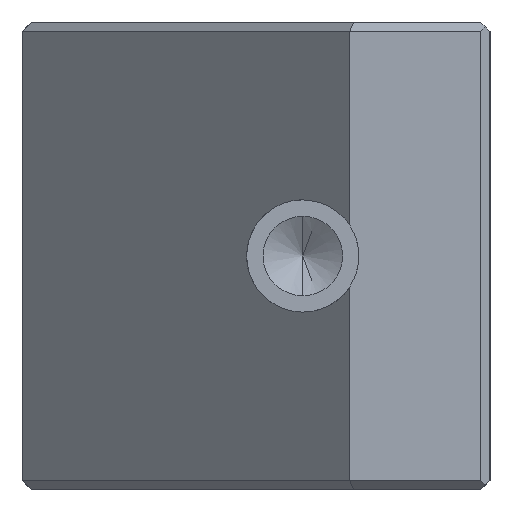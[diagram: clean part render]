
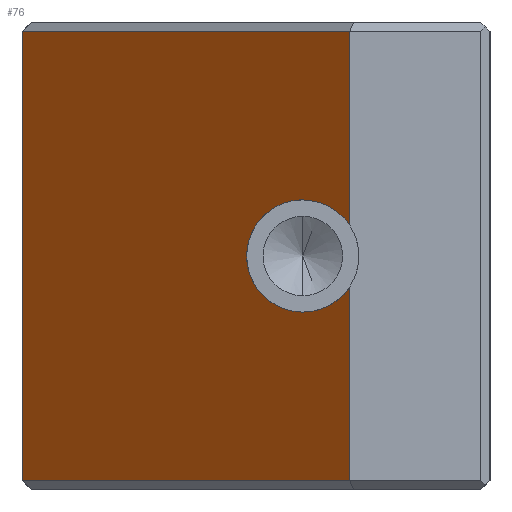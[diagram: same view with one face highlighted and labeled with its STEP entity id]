
A CAD part, left-side view. The second image highlights one B-rep face of the part: STEP entity #76.
In plain terms, the highlighted planar face has unit normal (-0.707, 0.707, 0).
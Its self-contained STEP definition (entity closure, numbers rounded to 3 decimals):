
#6 = CARTESIAN_POINT ( 'NONE',  ( -72.5, -10., -25. ) ) ;
#13 = DIRECTION ( 'NONE',  ( -0.707, -0.707, 0. ) ) ;
#30 = LINE ( 'NONE', #531, #247 ) ;
#32 = CARTESIAN_POINT ( 'NONE',  ( -72.5, -10., -3.317 ) ) ;
#56 = VECTOR ( 'NONE', #13, 1000. ) ;
#60 = VERTEX_POINT ( 'NONE', #315 ) ;
#76 = ADVANCED_FACE ( 'NONE', ( #373 ), #249, .F. ) ;
#82 = LINE ( 'NONE', #196, #56 ) ;
#88 = CARTESIAN_POINT ( 'NONE',  ( -37.5, 25., 24. ) ) ;
#94 = VERTEX_POINT ( 'NONE', #573 ) ;
#105 = EDGE_CURVE ( 'NONE', #60, #94, #715, .T. ) ;
#156 = CARTESIAN_POINT ( 'NONE',  ( -67.5, -5., 6. ) ) ;
#161 = EDGE_CURVE ( 'NONE', #629, #688, #82, .T. ) ;
#175 =( BOUNDED_CURVE ( )  B_SPLINE_CURVE ( 3, ( #474, #278, #787, #533 ),
 .UNSPECIFIED., .F., .T. ) 
 B_SPLINE_CURVE_WITH_KNOTS ( ( 4, 4 ),
 ( 0.586, 1.571 ),
 .UNSPECIFIED. ) 
 CURVE ( )  GEOMETRIC_REPRESENTATION_ITEM ( )  RATIONAL_B_SPLINE_CURVE ( ( 1., 0.921, 0.921, 1. ) ) 
 REPRESENTATION_ITEM ( '' )  );
#176 = CARTESIAN_POINT ( 'NONE',  ( -72.5, -10., -25. ) ) ;
#182 = AXIS2_PLACEMENT_3D ( 'NONE', #176, #557, #811 ) ;
#183 = VECTOR ( 'NONE', #747, 1000. ) ;
#196 = CARTESIAN_POINT ( 'NONE',  ( -72.5, -10., -24. ) ) ;
#218 = DIRECTION ( 'NONE',  ( 0., 0., 1. ) ) ;
#221 = ORIENTED_EDGE ( 'NONE', *, *, #420, .T. ) ;
#229 = CARTESIAN_POINT ( 'NONE',  ( -37.5, 25., -24. ) ) ;
#233 = CARTESIAN_POINT ( 'NONE',  ( -72.5, -10., 3.317 ) ) ;
#238 = DIRECTION ( 'NONE',  ( 0., 0., 1. ) ) ;
#240 = CARTESIAN_POINT ( 'NONE',  ( -72.5, -10., -24. ) ) ;
#242 = VERTEX_POINT ( 'NONE', #324 ) ;
#247 = VECTOR ( 'NONE', #341, 1000. ) ;
#249 = PLANE ( 'NONE',  #182 ) ;
#271 = VERTEX_POINT ( 'NONE', #88 ) ;
#277 = EDGE_LOOP ( 'NONE', ( #783, #676, #389, #342, #410, #221, #358, #488 ) ) ;
#278 = CARTESIAN_POINT ( 'NONE',  ( -71.364, -8.864, -5.029 ) ) ;
#287 = CARTESIAN_POINT ( 'NONE',  ( -72.5, -10., 3.317 ) ) ;
#315 = CARTESIAN_POINT ( 'NONE',  ( -67.5, -5., -6. ) ) ;
#324 = CARTESIAN_POINT ( 'NONE',  ( -72.5, -10., 24. ) ) ;
#341 = DIRECTION ( 'NONE',  ( 0., 0., 1. ) ) ;
#342 = ORIENTED_EDGE ( 'NONE', *, *, #663, .T. ) ;
#354 = CARTESIAN_POINT ( 'NONE',  ( -69.554, -7.054, 6. ) ) ;
#358 = ORIENTED_EDGE ( 'NONE', *, *, #394, .T. ) ;
#370 = CARTESIAN_POINT ( 'NONE',  ( -67.5, -5., -6. ) ) ;
#373 = FACE_OUTER_BOUND ( 'NONE', #277, .T. ) ;
#375 = CARTESIAN_POINT ( 'NONE',  ( -72.5, -10., 24. ) ) ;
#389 = ORIENTED_EDGE ( 'NONE', *, *, #456, .T. ) ;
#391 = EDGE_CURVE ( 'NONE', #629, #271, #30, .T. ) ;
#394 = EDGE_CURVE ( 'NONE', #611, #242, #541, .T. ) ;
#400 = VECTOR ( 'NONE', #238, 1000. ) ;
#410 = ORIENTED_EDGE ( 'NONE', *, *, #105, .T. ) ;
#420 = EDGE_CURVE ( 'NONE', #94, #611, #519, .T. ) ;
#456 = EDGE_CURVE ( 'NONE', #688, #661, #492, .T. ) ;
#474 = CARTESIAN_POINT ( 'NONE',  ( -72.5, -10., -3.317 ) ) ;
#480 = EDGE_CURVE ( 'NONE', #242, #271, #764, .T. ) ;
#484 = VECTOR ( 'NONE', #218, 1000. ) ;
#486 = CARTESIAN_POINT ( 'NONE',  ( -55.5, 7., 6. ) ) ;
#488 = ORIENTED_EDGE ( 'NONE', *, *, #480, .T. ) ;
#492 = LINE ( 'NONE', #6, #400 ) ;
#503 = CARTESIAN_POINT ( 'NONE',  ( -55.5, 7., -6. ) ) ;
#519 =( BOUNDED_CURVE ( )  B_SPLINE_CURVE ( 3, ( #156, #354, #792, #233 ),
 .UNSPECIFIED., .F., .T. ) 
 B_SPLINE_CURVE_WITH_KNOTS ( ( 4, 4 ),
 ( 4.712, 5.697 ),
 .UNSPECIFIED. ) 
 CURVE ( )  GEOMETRIC_REPRESENTATION_ITEM ( )  RATIONAL_B_SPLINE_CURVE ( ( 1., 0.921, 0.921, 1. ) ) 
 REPRESENTATION_ITEM ( '' )  );
#531 = CARTESIAN_POINT ( 'NONE',  ( -37.5, 25., -25. ) ) ;
#533 = CARTESIAN_POINT ( 'NONE',  ( -67.5, -5., -6. ) ) ;
#541 = LINE ( 'NONE', #795, #484 ) ;
#557 = DIRECTION ( 'NONE',  ( 0.707, -0.707, 0. ) ) ;
#573 = CARTESIAN_POINT ( 'NONE',  ( -67.5, -5., 6. ) ) ;
#611 = VERTEX_POINT ( 'NONE', #287 ) ;
#629 = VERTEX_POINT ( 'NONE', #229 ) ;
#661 = VERTEX_POINT ( 'NONE', #32 ) ;
#663 = EDGE_CURVE ( 'NONE', #661, #60, #175, .T. ) ;
#676 = ORIENTED_EDGE ( 'NONE', *, *, #161, .T. ) ;
#688 = VERTEX_POINT ( 'NONE', #240 ) ;
#715 =( BOUNDED_CURVE ( )  B_SPLINE_CURVE ( 3, ( #370, #503, #486, #739 ),
 .UNSPECIFIED., .F., .T. ) 
 B_SPLINE_CURVE_WITH_KNOTS ( ( 4, 4 ),
 ( 1.571, 4.712 ),
 .UNSPECIFIED. ) 
 CURVE ( )  GEOMETRIC_REPRESENTATION_ITEM ( )  RATIONAL_B_SPLINE_CURVE ( ( 1., 0.333, 0.333, 1. ) ) 
 REPRESENTATION_ITEM ( '' )  );
#739 = CARTESIAN_POINT ( 'NONE',  ( -67.5, -5., 6. ) ) ;
#747 = DIRECTION ( 'NONE',  ( 0.707, 0.707, 0. ) ) ;
#764 = LINE ( 'NONE', #375, #183 ) ;
#783 = ORIENTED_EDGE ( 'NONE', *, *, #391, .F. ) ;
#787 = CARTESIAN_POINT ( 'NONE',  ( -69.554, -7.054, -6. ) ) ;
#792 = CARTESIAN_POINT ( 'NONE',  ( -71.364, -8.864, 5.029 ) ) ;
#795 = CARTESIAN_POINT ( 'NONE',  ( -72.5, -10., -25. ) ) ;
#811 = DIRECTION ( 'NONE',  ( 0.707, 0.707, 0. ) ) ;
